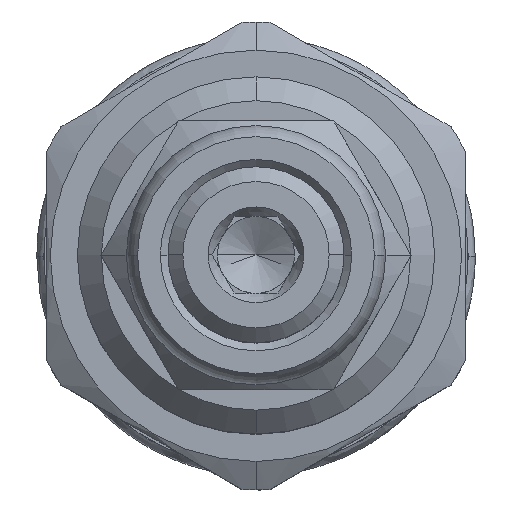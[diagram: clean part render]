
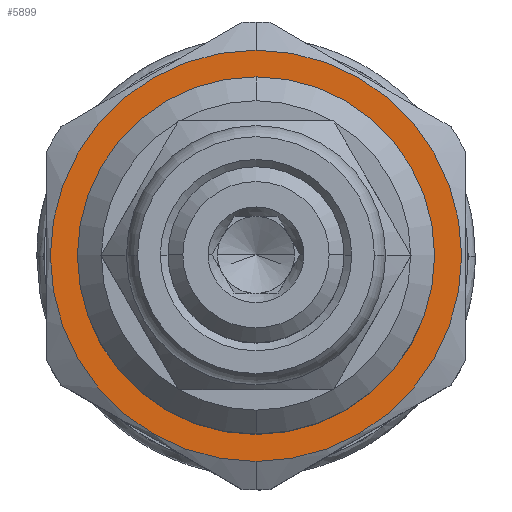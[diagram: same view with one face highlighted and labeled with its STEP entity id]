
A CAD part, top view. The second image highlights one B-rep face of the part: STEP entity #5899.
In plain terms, the highlighted planar face has unit normal (0, 0, 1).
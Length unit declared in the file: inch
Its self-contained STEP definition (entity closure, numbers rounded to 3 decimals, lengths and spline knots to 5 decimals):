
#1521=CARTESIAN_POINT('',(0.,0.,3.1555));
#1522=DIRECTION('',(0.,0.,1.));
#1523=DIRECTION('',(0.,-1.,0.));
#1524=AXIS2_PLACEMENT_3D('',#1521,#1522,#1523);
#1633=CARTESIAN_POINT('',(0.,0.,3.1555));
#1634=DIRECTION('',(0.,0.,-1.));
#1635=DIRECTION('',(0.,-1.,0.));
#1636=AXIS2_PLACEMENT_3D('',#1633,#1634,#1635);
#1937=CARTESIAN_POINT('',(0.,0.,3.1555));
#1938=DIRECTION('',(0.,0.,1.));
#1939=DIRECTION('',(0.,-1.,0.));
#1940=AXIS2_PLACEMENT_3D('',#1937,#1938,#1939);
#1942=CARTESIAN_POINT('',(0.,0.,3.1555));
#1943=DIRECTION('',(0.,0.,-1.));
#1944=DIRECTION('',(0.,-1.,0.));
#1945=AXIS2_PLACEMENT_3D('',#1942,#1943,#1944);
#3248=CARTESIAN_POINT('',(0.,-0.43,3.1555));
#3250=VERTEX_POINT('',#3248);
#3252=CARTESIAN_POINT('',(0.,0.43,3.1555));
#3254=VERTEX_POINT('',#3252);
#3256=CARTESIAN_POINT('',(0.,-0.3735,3.1555));
#3257=CARTESIAN_POINT('',(0.,0.3735,3.1555));
#3258=VERTEX_POINT('',#3256);
#3259=VERTEX_POINT('',#3257);
#5884=CARTESIAN_POINT('',(0.,0.,3.1555));
#5885=DIRECTION('',(0.,0.,1.));
#5886=DIRECTION('',(0.,-1.,0.));
#5887=AXIS2_PLACEMENT_3D('',#5884,#5885,#5886);
#5888=PLANE('',#5887);
#5889=ORIENTED_EDGE('',*,*,#5632,.T.);
#5890=ORIENTED_EDGE('',*,*,#5517,.F.);
#5891=EDGE_LOOP('',(#5889,#5890));
#5892=FACE_OUTER_BOUND('',#5891,.F.);
#5894=ORIENTED_EDGE('',*,*,#5893,.T.);
#5896=ORIENTED_EDGE('',*,*,#5895,.F.);
#5897=EDGE_LOOP('',(#5894,#5896));
#5898=FACE_BOUND('',#5897,.F.);
#5899=ADVANCED_FACE('',(#5892,#5898),#5888,.T.);
#1525=CIRCLE('',#1524,0.43);
#1637=CIRCLE('',#1636,0.43);
#1941=CIRCLE('',#1940,0.3735);
#1946=CIRCLE('',#1945,0.3735);
#5517=EDGE_CURVE('',#3250,#3254,#1525,.T.);
#5632=EDGE_CURVE('',#3250,#3254,#1637,.T.);
#5893=EDGE_CURVE('',#3258,#3259,#1941,.T.);
#5895=EDGE_CURVE('',#3258,#3259,#1946,.T.);
